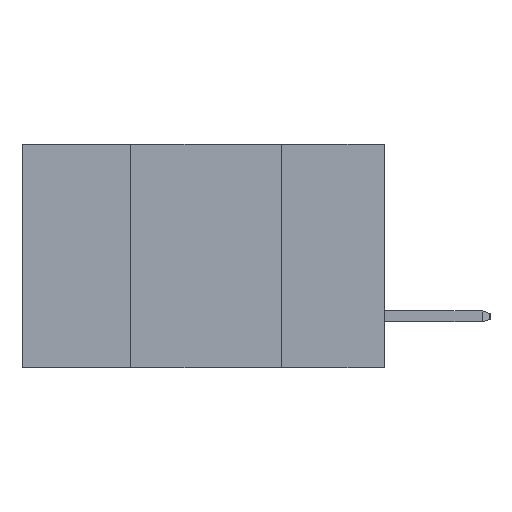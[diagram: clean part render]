
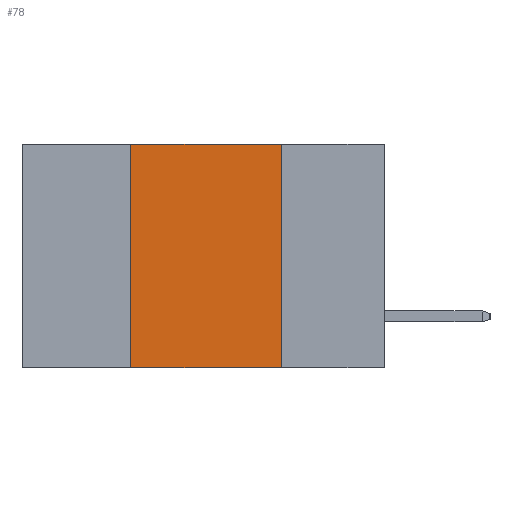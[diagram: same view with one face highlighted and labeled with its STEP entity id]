
A CAD part, left-side view. The second image highlights one B-rep face of the part: STEP entity #78.
In plain terms, the highlighted planar face has unit normal (-1, 0, 0).
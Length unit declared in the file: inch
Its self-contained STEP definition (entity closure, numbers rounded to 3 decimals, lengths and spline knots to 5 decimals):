
#78 = ADVANCED_FACE ( 'NONE', ( #507 ), #10972, .F. ) ;
#507 = FACE_OUTER_BOUND ( 'NONE', #11373, .T. ) ;
#798 = ORIENTED_EDGE ( 'NONE', *, *, #3376, .F. ) ;
#828 = ORIENTED_EDGE ( 'NONE', *, *, #2000, .F. ) ;
#858 = DIRECTION ( 'NONE',  ( 0., -1., 0. ) ) ;
#1289 = EDGE_CURVE ( 'NONE', #11648, #9366, #8336, .T. ) ;
#1386 = VECTOR ( 'NONE', #2411, 39.37008 ) ;
#2000 = EDGE_CURVE ( 'NONE', #11648, #5440, #8275, .T. ) ;
#2013 = ORIENTED_EDGE ( 'NONE', *, *, #2718, .F. ) ;
#2273 = CARTESIAN_POINT ( 'NONE',  ( 0., 0.42, 0. ) ) ;
#2411 = DIRECTION ( 'NONE',  ( 0., 0., 1. ) ) ;
#2718 = EDGE_CURVE ( 'NONE', #5950, #9366, #6677, .T. ) ;
#2827 = DIRECTION ( 'NONE',  ( 0., -1., 0. ) ) ;
#2924 = CARTESIAN_POINT ( 'NONE',  ( 0., 0.6, 0. ) ) ;
#2989 = CARTESIAN_POINT ( 'NONE',  ( 0., 0.17, -0.37 ) ) ;
#3376 = EDGE_CURVE ( 'NONE', #5440, #5950, #9309, .T. ) ;
#3776 = CARTESIAN_POINT ( 'NONE',  ( 0., 0.6, 0. ) ) ;
#3873 = CARTESIAN_POINT ( 'NONE',  ( 0., 0.42, -0.37 ) ) ;
#4317 = VECTOR ( 'NONE', #9844, 39.37008 ) ;
#4508 = CARTESIAN_POINT ( 'NONE',  ( 0., 0.17, 0. ) ) ;
#4814 = VECTOR ( 'NONE', #2827, 39.37008 ) ;
#5440 = VERTEX_POINT ( 'NONE', #2273 ) ;
#5950 = VERTEX_POINT ( 'NONE', #4508 ) ;
#6540 = ORIENTED_EDGE ( 'NONE', *, *, #1289, .T. ) ;
#6677 = LINE ( 'NONE', #11816, #4317 ) ;
#6992 = CARTESIAN_POINT ( 'NONE',  ( 0., 0.42, -0.37 ) ) ;
#7302 = DIRECTION ( 'NONE',  ( 1., 0., 0. ) ) ;
#7957 = DIRECTION ( 'NONE',  ( 0., 0., -1. ) ) ;
#8069 = VECTOR ( 'NONE', #858, 39.37008 ) ;
#8275 = LINE ( 'NONE', #3873, #1386 ) ;
#8336 = LINE ( 'NONE', #10447, #8069 ) ;
#9309 = LINE ( 'NONE', #2924, #4814 ) ;
#9366 = VERTEX_POINT ( 'NONE', #2989 ) ;
#9844 = DIRECTION ( 'NONE',  ( 0., 0., -1. ) ) ;
#10447 = CARTESIAN_POINT ( 'NONE',  ( 0., 0.6, -0.37 ) ) ;
#10950 = AXIS2_PLACEMENT_3D ( 'NONE', #3776, #7302, #7957 ) ;
#10972 = PLANE ( 'NONE',  #10950 ) ;
#11373 = EDGE_LOOP ( 'NONE', ( #2013, #798, #828, #6540 ) ) ;
#11648 = VERTEX_POINT ( 'NONE', #6992 ) ;
#11816 = CARTESIAN_POINT ( 'NONE',  ( 0., 0.17, -0.37 ) ) ;
